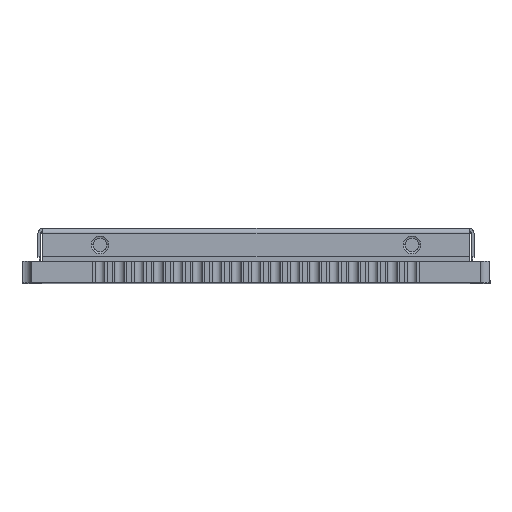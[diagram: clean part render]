
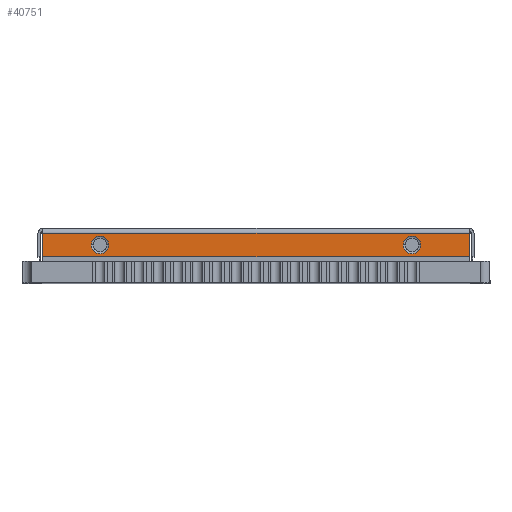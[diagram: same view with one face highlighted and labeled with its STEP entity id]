
A CAD part, top view. The second image highlights one B-rep face of the part: STEP entity #40751.
In plain terms, the highlighted planar face has unit normal (0, 0, 1).
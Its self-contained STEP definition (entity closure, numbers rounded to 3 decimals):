
#604 = ORIENTED_EDGE ( 'NONE', *, *, #18708, .F. ) ;
#1793 = LINE ( 'NONE', #41136, #10726 ) ;
#2126 = EDGE_CURVE ( 'NONE', #5868, #36375, #23128, .T. ) ;
#3336 = CARTESIAN_POINT ( 'NONE',  ( -11.18, 1.35, 11.18 ) ) ;
#3943 = CARTESIAN_POINT ( 'NONE',  ( 7.55, 1.95, 11.18 ) ) ;
#4162 = AXIS2_PLACEMENT_3D ( 'NONE', #8821, #33140, #12045 ) ;
#5619 = DIRECTION ( 'NONE',  ( 0., 0., 1. ) ) ;
#5868 = VERTEX_POINT ( 'NONE', #36021 ) ;
#6212 = DIRECTION ( 'NONE',  ( 1., 0., 0. ) ) ;
#8633 = VERTEX_POINT ( 'NONE', #25830 ) ;
#8821 = CARTESIAN_POINT ( 'NONE',  ( -8., 1.95, 11.18 ) ) ;
#8949 = FACE_BOUND ( 'NONE', #39161, .T. ) ;
#10045 = VECTOR ( 'NONE', #21572, 1000. ) ;
#10089 = DIRECTION ( 'NONE',  ( 0., 0., 1. ) ) ;
#10098 = LINE ( 'NONE', #39495, #10045 ) ;
#10726 = VECTOR ( 'NONE', #33566, 1000. ) ;
#10942 = EDGE_CURVE ( 'NONE', #21652, #44545, #18655, .T. ) ;
#11361 = CARTESIAN_POINT ( 'NONE',  ( -8.45, 1.95, 11.18 ) ) ;
#11488 = EDGE_LOOP ( 'NONE', ( #16872, #45324 ) ) ;
#12045 = DIRECTION ( 'NONE',  ( 1., 0., 0. ) ) ;
#12294 = VERTEX_POINT ( 'NONE', #27980 ) ;
#13063 = ORIENTED_EDGE ( 'NONE', *, *, #10942, .F. ) ;
#13133 = CARTESIAN_POINT ( 'NONE',  ( 8., 1.95, 11.18 ) ) ;
#13689 = CIRCLE ( 'NONE', #40346, 0.45 ) ;
#14149 = ORIENTED_EDGE ( 'NONE', *, *, #34576, .F. ) ;
#14825 = ORIENTED_EDGE ( 'NONE', *, *, #18348, .T. ) ;
#16872 = ORIENTED_EDGE ( 'NONE', *, *, #42232, .F. ) ;
#17769 = LINE ( 'NONE', #3336, #32102 ) ;
#18348 = EDGE_CURVE ( 'NONE', #12294, #44545, #10098, .T. ) ;
#18655 = LINE ( 'NONE', #23241, #43089 ) ;
#18708 = EDGE_CURVE ( 'NONE', #21312, #21652, #17769, .T. ) ;
#21039 = FACE_BOUND ( 'NONE', #11488, .T. ) ;
#21312 = VERTEX_POINT ( 'NONE', #37602 ) ;
#21343 = DIRECTION ( 'NONE',  ( 0., 0., 1. ) ) ;
#21572 = DIRECTION ( 'NONE',  ( -1., 0., 0. ) ) ;
#21652 = VERTEX_POINT ( 'NONE', #28183 ) ;
#22998 = DIRECTION ( 'NONE',  ( 0., 0., -1. ) ) ;
#23128 = CIRCLE ( 'NONE', #4162, 0.45 ) ;
#23241 = CARTESIAN_POINT ( 'NONE',  ( -10.93, 0., 11.18 ) ) ;
#23468 = CARTESIAN_POINT ( 'NONE',  ( -11.18, 2.8, 11.18 ) ) ;
#23553 = DIRECTION ( 'NONE',  ( 1., 0., 0. ) ) ;
#25307 = AXIS2_PLACEMENT_3D ( 'NONE', #13133, #10089, #6212 ) ;
#25830 = CARTESIAN_POINT ( 'NONE',  ( 8.45, 1.95, 11.18 ) ) ;
#26105 = CIRCLE ( 'NONE', #38961, 0.45 ) ;
#26703 = PLANE ( 'NONE',  #40282 ) ;
#27122 = FACE_OUTER_BOUND ( 'NONE', #39976, .T. ) ;
#27747 = CARTESIAN_POINT ( 'NONE',  ( -10.93, 2.55, 11.18 ) ) ;
#27980 = CARTESIAN_POINT ( 'NONE',  ( 10.93, 2.55, 11.18 ) ) ;
#28183 = CARTESIAN_POINT ( 'NONE',  ( -10.93, 1.35, 11.18 ) ) ;
#32102 = VECTOR ( 'NONE', #41969, 1000. ) ;
#32191 = EDGE_CURVE ( 'NONE', #21312, #12294, #1793, .T. ) ;
#33140 = DIRECTION ( 'NONE',  ( 0., 0., 1. ) ) ;
#33566 = DIRECTION ( 'NONE',  ( 0., 1., 0. ) ) ;
#33884 = DIRECTION ( 'NONE',  ( 0., 1., 0. ) ) ;
#34576 = EDGE_CURVE ( 'NONE', #8633, #39979, #42273, .T. ) ;
#35971 = DIRECTION ( 'NONE',  ( 1., 0., 0. ) ) ;
#36021 = CARTESIAN_POINT ( 'NONE',  ( -7.55, 1.95, 11.18 ) ) ;
#36375 = VERTEX_POINT ( 'NONE', #11361 ) ;
#36398 = ORIENTED_EDGE ( 'NONE', *, *, #36473, .F. ) ;
#36473 = EDGE_CURVE ( 'NONE', #39979, #8633, #26105, .T. ) ;
#36641 = CARTESIAN_POINT ( 'NONE',  ( 8., 1.95, 11.18 ) ) ;
#36951 = ORIENTED_EDGE ( 'NONE', *, *, #32191, .T. ) ;
#37483 = DIRECTION ( 'NONE',  ( -1., 0., 0. ) ) ;
#37602 = CARTESIAN_POINT ( 'NONE',  ( 10.93, 1.35, 11.18 ) ) ;
#38961 = AXIS2_PLACEMENT_3D ( 'NONE', #36641, #5619, #23553 ) ;
#39161 = EDGE_LOOP ( 'NONE', ( #36398, #14149 ) ) ;
#39495 = CARTESIAN_POINT ( 'NONE',  ( -11.18, 2.55, 11.18 ) ) ;
#39976 = EDGE_LOOP ( 'NONE', ( #13063, #604, #36951, #14825 ) ) ;
#39979 = VERTEX_POINT ( 'NONE', #3943 ) ;
#40282 = AXIS2_PLACEMENT_3D ( 'NONE', #23468, #22998, #37483 ) ;
#40346 = AXIS2_PLACEMENT_3D ( 'NONE', #42628, #21343, #35971 ) ;
#40751 = ADVANCED_FACE ( 'NONE', ( #21039, #8949, #27122 ), #26703, .F. ) ;
#41136 = CARTESIAN_POINT ( 'NONE',  ( 10.93, 0., 11.18 ) ) ;
#41969 = DIRECTION ( 'NONE',  ( -1., 0., 0. ) ) ;
#42232 = EDGE_CURVE ( 'NONE', #36375, #5868, #13689, .T. ) ;
#42273 = CIRCLE ( 'NONE', #25307, 0.45 ) ;
#42628 = CARTESIAN_POINT ( 'NONE',  ( -8., 1.95, 11.18 ) ) ;
#43089 = VECTOR ( 'NONE', #33884, 1000. ) ;
#44545 = VERTEX_POINT ( 'NONE', #27747 ) ;
#45324 = ORIENTED_EDGE ( 'NONE', *, *, #2126, .F. ) ;
